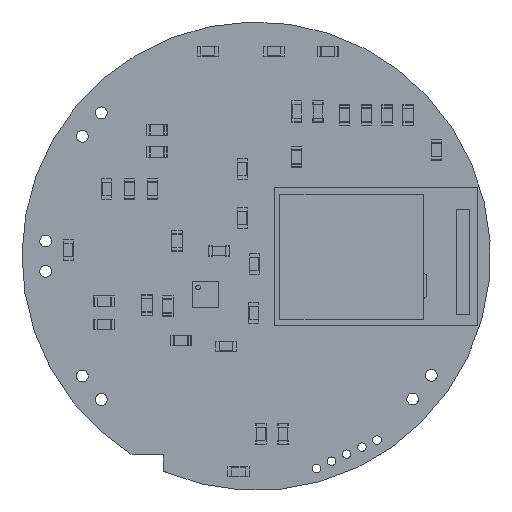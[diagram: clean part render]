
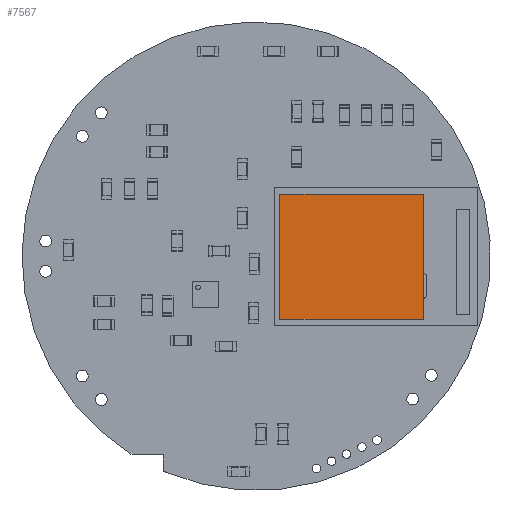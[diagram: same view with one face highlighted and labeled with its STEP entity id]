
A CAD part, top view. The second image highlights one B-rep face of the part: STEP entity #7567.
In plain terms, the highlighted face is planar.
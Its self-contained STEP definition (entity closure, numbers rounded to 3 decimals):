
#7038 = PLANE('',#7039);
#7039 = AXIS2_PLACEMENT_3D('',#7040,#7041,#7042);
#7040 = CARTESIAN_POINT('',(4.75,0.8,-3.6));
#7041 = DIRECTION('',(0.,0.,-1.));
#7042 = DIRECTION('',(-1.,0.,0.));
#7160 = PLANE('',#7161);
#7161 = AXIS2_PLACEMENT_3D('',#7162,#7163,#7164);
#7162 = CARTESIAN_POINT('',(4.75,0.8,7.3));
#7163 = DIRECTION('',(1.,0.,0.));
#7164 = DIRECTION('',(0.,0.,-1.));
#7188 = PLANE('',#7189);
#7189 = AXIS2_PLACEMENT_3D('',#7190,#7191,#7192);
#7190 = CARTESIAN_POINT('',(-4.75,0.8,7.3));
#7191 = DIRECTION('',(0.,0.,1.));
#7192 = DIRECTION('',(1.,0.,0.));
#7214 = PLANE('',#7215);
#7215 = AXIS2_PLACEMENT_3D('',#7216,#7217,#7218);
#7216 = CARTESIAN_POINT('',(-4.75,0.8,-3.6));
#7217 = DIRECTION('',(-1.,0.,0.));
#7218 = DIRECTION('',(0.,0.,1.));
#7344 = VERTEX_POINT('',#7345);
#7345 = CARTESIAN_POINT('',(-4.75,2.,7.3));
#7366 = EDGE_CURVE('',#7367,#7344,#7369,.T.);
#7367 = VERTEX_POINT('',#7368);
#7368 = CARTESIAN_POINT('',(-4.75,2.,-3.6));
#7369 = SURFACE_CURVE('',#7370,(#7374,#7381),.PCURVE_S1.);
#7370 = LINE('',#7371,#7372);
#7371 = CARTESIAN_POINT('',(-4.75,2.,-3.6));
#7372 = VECTOR('',#7373,1.);
#7373 = DIRECTION('',(0.,0.,1.));
#7374 = PCURVE('',#7214,#7375);
#7375 = DEFINITIONAL_REPRESENTATION('',(#7376),#7380);
#7376 = LINE('',#7377,#7378);
#7377 = CARTESIAN_POINT('',(0.,1.2));
#7378 = VECTOR('',#7379,1.);
#7379 = DIRECTION('',(1.,0.));
#7380 = ( GEOMETRIC_REPRESENTATION_CONTEXT(2) 
PARAMETRIC_REPRESENTATION_CONTEXT() REPRESENTATION_CONTEXT('2D SPACE',''
  ) );
#7381 = PCURVE('',#7382,#7387);
#7382 = PLANE('',#7383);
#7383 = AXIS2_PLACEMENT_3D('',#7384,#7385,#7386);
#7384 = CARTESIAN_POINT('',(0.,2.,0.));
#7385 = DIRECTION('',(0.,1.,0.));
#7386 = DIRECTION('',(1.,0.,0.));
#7387 = DEFINITIONAL_REPRESENTATION('',(#7388),#7392);
#7388 = LINE('',#7389,#7390);
#7389 = CARTESIAN_POINT('',(-4.75,3.6));
#7390 = VECTOR('',#7391,1.);
#7391 = DIRECTION('',(0.,-1.));
#7392 = ( GEOMETRIC_REPRESENTATION_CONTEXT(2) 
PARAMETRIC_REPRESENTATION_CONTEXT() REPRESENTATION_CONTEXT('2D SPACE',''
  ) );
#7447 = EDGE_CURVE('',#7448,#7367,#7450,.T.);
#7448 = VERTEX_POINT('',#7449);
#7449 = CARTESIAN_POINT('',(4.75,2.,-3.6));
#7450 = SURFACE_CURVE('',#7451,(#7455,#7462),.PCURVE_S1.);
#7451 = LINE('',#7452,#7453);
#7452 = CARTESIAN_POINT('',(4.75,2.,-3.6));
#7453 = VECTOR('',#7454,1.);
#7454 = DIRECTION('',(-1.,0.,0.));
#7455 = PCURVE('',#7038,#7456);
#7456 = DEFINITIONAL_REPRESENTATION('',(#7457),#7461);
#7457 = LINE('',#7458,#7459);
#7458 = CARTESIAN_POINT('',(0.,1.2));
#7459 = VECTOR('',#7460,1.);
#7460 = DIRECTION('',(1.,0.));
#7461 = ( GEOMETRIC_REPRESENTATION_CONTEXT(2) 
PARAMETRIC_REPRESENTATION_CONTEXT() REPRESENTATION_CONTEXT('2D SPACE',''
  ) );
#7462 = PCURVE('',#7382,#7463);
#7463 = DEFINITIONAL_REPRESENTATION('',(#7464),#7468);
#7464 = LINE('',#7465,#7466);
#7465 = CARTESIAN_POINT('',(4.75,3.6));
#7466 = VECTOR('',#7467,1.);
#7467 = DIRECTION('',(-1.,0.));
#7468 = ( GEOMETRIC_REPRESENTATION_CONTEXT(2) 
PARAMETRIC_REPRESENTATION_CONTEXT() REPRESENTATION_CONTEXT('2D SPACE',''
  ) );
#7496 = EDGE_CURVE('',#7497,#7448,#7499,.T.);
#7497 = VERTEX_POINT('',#7498);
#7498 = CARTESIAN_POINT('',(4.75,2.,7.3));
#7499 = SURFACE_CURVE('',#7500,(#7504,#7511),.PCURVE_S1.);
#7500 = LINE('',#7501,#7502);
#7501 = CARTESIAN_POINT('',(4.75,2.,7.3));
#7502 = VECTOR('',#7503,1.);
#7503 = DIRECTION('',(0.,0.,-1.));
#7504 = PCURVE('',#7160,#7505);
#7505 = DEFINITIONAL_REPRESENTATION('',(#7506),#7510);
#7506 = LINE('',#7507,#7508);
#7507 = CARTESIAN_POINT('',(0.,1.2));
#7508 = VECTOR('',#7509,1.);
#7509 = DIRECTION('',(1.,0.));
#7510 = ( GEOMETRIC_REPRESENTATION_CONTEXT(2) 
PARAMETRIC_REPRESENTATION_CONTEXT() REPRESENTATION_CONTEXT('2D SPACE',''
  ) );
#7511 = PCURVE('',#7382,#7512);
#7512 = DEFINITIONAL_REPRESENTATION('',(#7513),#7517);
#7513 = LINE('',#7514,#7515);
#7514 = CARTESIAN_POINT('',(4.75,-7.3));
#7515 = VECTOR('',#7516,1.);
#7516 = DIRECTION('',(0.,1.));
#7517 = ( GEOMETRIC_REPRESENTATION_CONTEXT(2) 
PARAMETRIC_REPRESENTATION_CONTEXT() REPRESENTATION_CONTEXT('2D SPACE',''
  ) );
#7546 = EDGE_CURVE('',#7344,#7497,#7547,.T.);
#7547 = SURFACE_CURVE('',#7548,(#7552,#7559),.PCURVE_S1.);
#7548 = LINE('',#7549,#7550);
#7549 = CARTESIAN_POINT('',(-4.75,2.,7.3));
#7550 = VECTOR('',#7551,1.);
#7551 = DIRECTION('',(1.,0.,0.));
#7552 = PCURVE('',#7188,#7553);
#7553 = DEFINITIONAL_REPRESENTATION('',(#7554),#7558);
#7554 = LINE('',#7555,#7556);
#7555 = CARTESIAN_POINT('',(0.,1.2));
#7556 = VECTOR('',#7557,1.);
#7557 = DIRECTION('',(1.,0.));
#7558 = ( GEOMETRIC_REPRESENTATION_CONTEXT(2) 
PARAMETRIC_REPRESENTATION_CONTEXT() REPRESENTATION_CONTEXT('2D SPACE',''
  ) );
#7559 = PCURVE('',#7382,#7560);
#7560 = DEFINITIONAL_REPRESENTATION('',(#7561),#7565);
#7561 = LINE('',#7562,#7563);
#7562 = CARTESIAN_POINT('',(-4.75,-7.3));
#7563 = VECTOR('',#7564,1.);
#7564 = DIRECTION('',(1.,0.));
#7565 = ( GEOMETRIC_REPRESENTATION_CONTEXT(2) 
PARAMETRIC_REPRESENTATION_CONTEXT() REPRESENTATION_CONTEXT('2D SPACE',''
  ) );
#7567 = ADVANCED_FACE('',(#7568),#7382,.T.);
#7568 = FACE_BOUND('',#7569,.F.);
#7569 = EDGE_LOOP('',(#7570,#7571,#7572,#7573));
#7570 = ORIENTED_EDGE('',*,*,#7366,.F.);
#7571 = ORIENTED_EDGE('',*,*,#7447,.F.);
#7572 = ORIENTED_EDGE('',*,*,#7496,.F.);
#7573 = ORIENTED_EDGE('',*,*,#7546,.F.);
